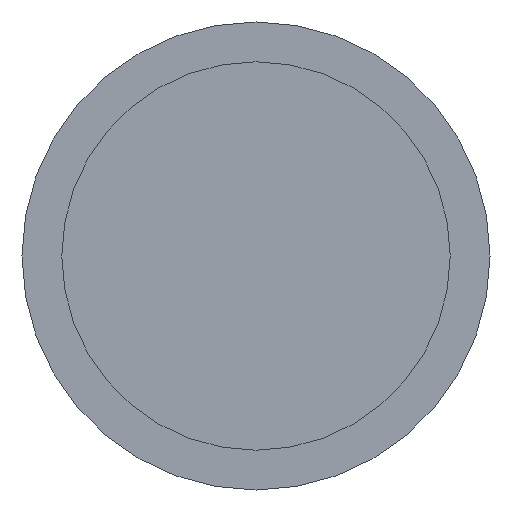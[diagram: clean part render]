
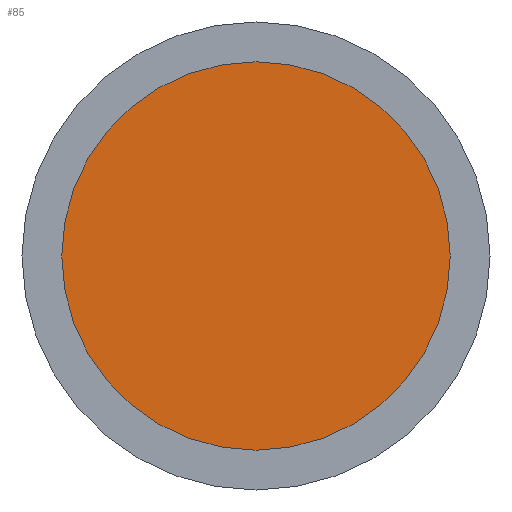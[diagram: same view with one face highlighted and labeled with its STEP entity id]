
A CAD part, front view. The second image highlights one B-rep face of the part: STEP entity #85.
In plain terms, the highlighted planar face has unit normal (0, -1, 0).
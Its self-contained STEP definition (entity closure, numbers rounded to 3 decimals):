
#85 = ADVANCED_FACE( '', ( #184 ), #185, .F. );
#184 = FACE_OUTER_BOUND( '', #319, .T. );
#185 = PLANE( '', #320 );
#319 = EDGE_LOOP( '', ( #473 ) );
#320 = AXIS2_PLACEMENT_3D( '', #474, #475, #476 );
#473 = ORIENTED_EDGE( '', *, *, #573, .T. );
#474 = CARTESIAN_POINT( '', ( 20.75, -3., 0. ) );
#475 = DIRECTION( '', ( 0., 1., 0. ) );
#476 = DIRECTION( '', ( 0., 0., 1. ) );
#573 = EDGE_CURVE( '', #663, #663, #664, .T. );
#663 = VERTEX_POINT( '', #777 );
#664 = CIRCLE( '', #778, 20.75 );
#777 = CARTESIAN_POINT( '', ( 0., -3., -20.75 ) );
#778 = AXIS2_PLACEMENT_3D( '', #878, #879, #880 );
#878 = CARTESIAN_POINT( '', ( 0., -3., 0. ) );
#879 = DIRECTION( '', ( 0., -1., 0. ) );
#880 = DIRECTION( '', ( 0., 0., -1. ) );
